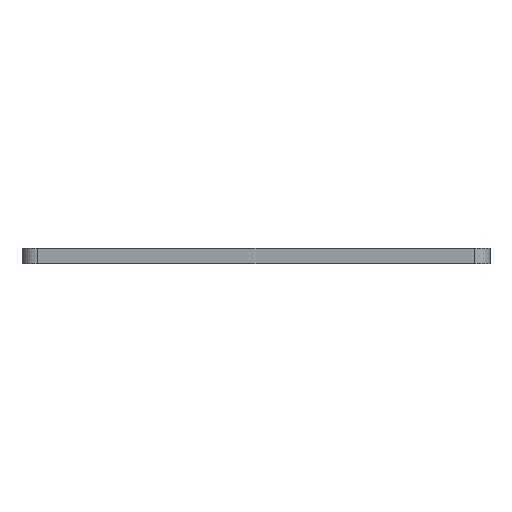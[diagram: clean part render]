
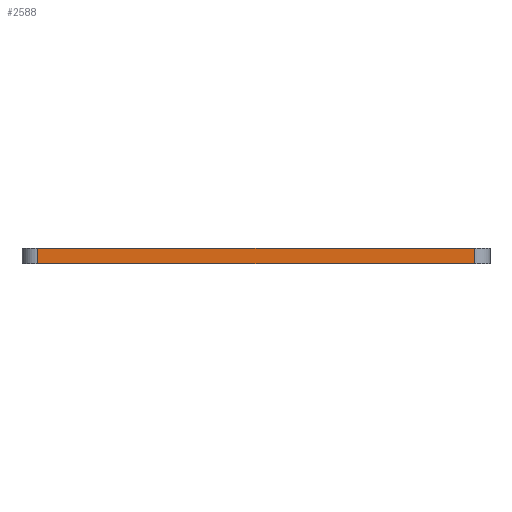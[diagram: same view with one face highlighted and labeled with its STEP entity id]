
A CAD part, front view. The second image highlights one B-rep face of the part: STEP entity #2588.
In plain terms, the highlighted planar face has unit normal (0, -1, 0).
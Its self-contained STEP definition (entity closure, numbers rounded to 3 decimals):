
#59 = LINE ( 'NONE', #570, #1940 ) ;
#159 = VERTEX_POINT ( 'NONE', #531 ) ;
#227 = ORIENTED_EDGE ( 'NONE', *, *, #2598, .T. ) ;
#411 = LINE ( 'NONE', #2191, #922 ) ;
#454 = VERTEX_POINT ( 'NONE', #1429 ) ;
#458 = LINE ( 'NONE', #1154, #1419 ) ;
#519 = DIRECTION ( 'NONE',  ( 0., 0., -1. ) ) ;
#531 = CARTESIAN_POINT ( 'NONE',  ( 38., -15., 2. ) ) ;
#570 = CARTESIAN_POINT ( 'NONE',  ( 38., -15., 2. ) ) ;
#922 = VECTOR ( 'NONE', #2208, 1000. ) ;
#982 = CARTESIAN_POINT ( 'NONE',  ( -17.8, -15., 2. ) ) ;
#1018 = PLANE ( 'NONE',  #1886 ) ;
#1038 = CARTESIAN_POINT ( 'NONE',  ( -17.8, -15., 2. ) ) ;
#1053 = DIRECTION ( 'NONE',  ( 0., 1., 0. ) ) ;
#1058 = DIRECTION ( 'NONE',  ( 0., 0., 1. ) ) ;
#1062 = LINE ( 'NONE', #1723, #1454 ) ;
#1154 = CARTESIAN_POINT ( 'NONE',  ( -17.8, -15., 0. ) ) ;
#1162 = DIRECTION ( 'NONE',  ( 1., 0., 0. ) ) ;
#1165 = EDGE_LOOP ( 'NONE', ( #227, #1951, #1752, #1704 ) ) ;
#1415 = CARTESIAN_POINT ( 'NONE',  ( 38., -15., 0. ) ) ;
#1419 = VECTOR ( 'NONE', #1162, 1000. ) ;
#1429 = CARTESIAN_POINT ( 'NONE',  ( -17.8, -15., 0. ) ) ;
#1454 = VECTOR ( 'NONE', #1696, 1000. ) ;
#1569 = EDGE_CURVE ( 'NONE', #2260, #454, #411, .T. ) ;
#1696 = DIRECTION ( 'NONE',  ( 1., 0., 0. ) ) ;
#1704 = ORIENTED_EDGE ( 'NONE', *, *, #1569, .T. ) ;
#1723 = CARTESIAN_POINT ( 'NONE',  ( -17.8, -15., 2. ) ) ;
#1752 = ORIENTED_EDGE ( 'NONE', *, *, #1874, .F. ) ;
#1874 = EDGE_CURVE ( 'NONE', #2260, #159, #1062, .T. ) ;
#1886 = AXIS2_PLACEMENT_3D ( 'NONE', #1038, #1053, #1058 ) ;
#1940 = VECTOR ( 'NONE', #519, 1000. ) ;
#1951 = ORIENTED_EDGE ( 'NONE', *, *, #2411, .F. ) ;
#2092 = VERTEX_POINT ( 'NONE', #1415 ) ;
#2103 = FACE_OUTER_BOUND ( 'NONE', #1165, .T. ) ;
#2191 = CARTESIAN_POINT ( 'NONE',  ( -17.8, -15., 2. ) ) ;
#2208 = DIRECTION ( 'NONE',  ( 0., 0., -1. ) ) ;
#2260 = VERTEX_POINT ( 'NONE', #982 ) ;
#2411 = EDGE_CURVE ( 'NONE', #159, #2092, #59, .T. ) ;
#2588 = ADVANCED_FACE ( 'NONE', ( #2103 ), #1018, .F. ) ;
#2598 = EDGE_CURVE ( 'NONE', #454, #2092, #458, .T. ) ;
